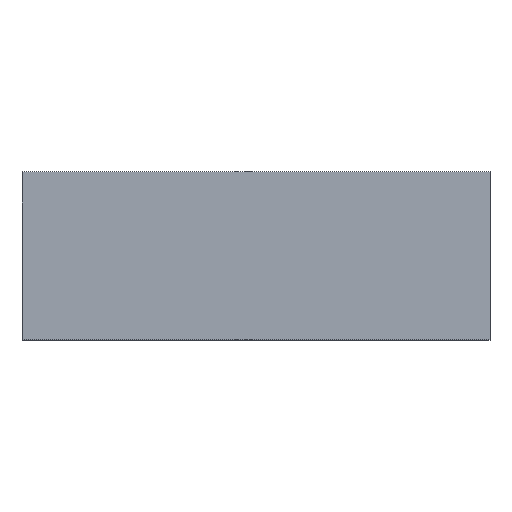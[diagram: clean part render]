
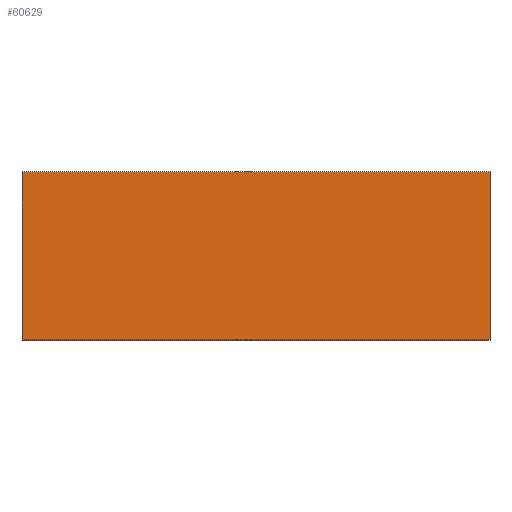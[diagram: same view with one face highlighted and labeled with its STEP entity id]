
A CAD part, top view. The second image highlights one B-rep face of the part: STEP entity #60629.
In plain terms, the highlighted planar face has unit normal (0, 0, 1).
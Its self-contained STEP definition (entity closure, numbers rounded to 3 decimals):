
#2307=ORIENTED_EDGE('',*,*,#15685,.T.);
#2308=ORIENTED_EDGE('',*,*,#15679,.F.);
#2309=ORIENTED_EDGE('',*,*,#14798,.F.);
#2310=ORIENTED_EDGE('',*,*,#15684,.T.);
#14798=EDGE_CURVE('',#21490,#21491,#25951,.T.);
#15679=EDGE_CURVE('',#21491,#22369,#26832,.T.);
#15684=EDGE_CURVE('',#21490,#22372,#26837,.T.);
#15685=EDGE_CURVE('',#22372,#22369,#26838,.T.);
#21490=VERTEX_POINT('',#79205);
#21491=VERTEX_POINT('',#79207);
#22369=VERTEX_POINT('',#80967);
#22372=VERTEX_POINT('',#80977);
#25951=LINE('',#79206,#32641);
#26832=LINE('',#80968,#33522);
#26837=LINE('',#80978,#33527);
#26838=LINE('',#80980,#33528);
#32641=VECTOR('',#66582,1000.);
#33522=VECTOR('',#67467,1000.);
#33527=VECTOR('',#67476,1000.);
#33528=VECTOR('',#67479,1000.);
#37988=EDGE_LOOP('',(#2307,#2308,#2309,#2310));
#40296=FACE_BOUND('',#37988,.T.);
#42575=PLANE('',#62921);
#60629=ADVANCED_FACE('',(#40296),#42575,.F.);
#62921=AXIS2_PLACEMENT_3D('',#80979,#67477,#67478);
#66582=DIRECTION('',(-1.,0.,0.));
#67467=DIRECTION('',(0.,1.,0.));
#67476=DIRECTION('',(0.,1.,0.));
#67477=DIRECTION('',(0.,0.,-1.));
#67478=DIRECTION('',(-1.,0.,0.));
#67479=DIRECTION('',(-1.,0.,0.));
#79205=CARTESIAN_POINT('',(9.825,-3.525,10.16));
#79206=CARTESIAN_POINT('',(9.825,-3.525,10.16));
#79207=CARTESIAN_POINT('',(-9.825,-3.525,10.16));
#80967=CARTESIAN_POINT('',(-9.825,3.525,10.16));
#80968=CARTESIAN_POINT('',(-9.825,-3.525,10.16));
#80977=CARTESIAN_POINT('',(9.825,3.525,10.16));
#80978=CARTESIAN_POINT('',(9.825,-3.525,10.16));
#80979=CARTESIAN_POINT('',(9.825,-3.525,10.16));
#80980=CARTESIAN_POINT('',(9.825,3.525,10.16));
